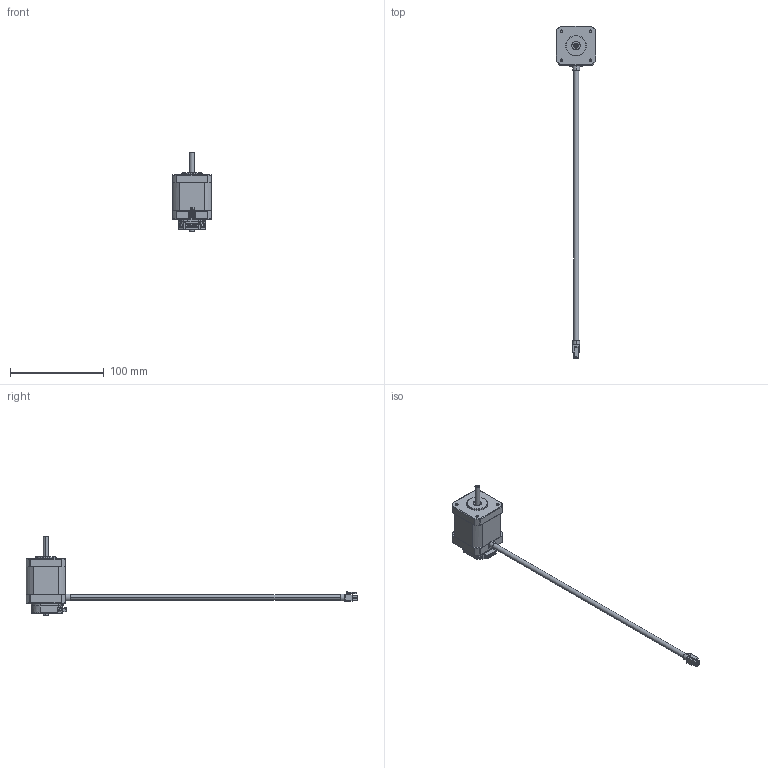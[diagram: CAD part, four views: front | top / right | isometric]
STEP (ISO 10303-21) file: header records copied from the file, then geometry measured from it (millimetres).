
FILE_DESCRIPTION (( 'STEP AP214' ), '1' );
FILE_NAME ('STP-MTR-17048E.STEP', '2018-08-15T17:44:55', ( '' ), ( '' ), 'SwSTEP 2.0', 'SolidWorks 2017', '' );
FILE_SCHEMA (( 'AUTOMOTIVE_DESIGN' ));
Length unit declared in the file: inch
Products named in the file (1): STP-MTR-17048E
Bounding box: 42.16 x 354.99 x 84.58 mm (x, y, z)
Volume: 95135.1 mm3; surface area: 29506.5 mm2
Topology: 15 solids, 15 shells, 1642 faces, 4572 edges, 3000 vertices
Faces by surface type: plane 967, cylinder 388, cone 189, bspline 66, torus 16, sphere 16
Entity records: 78173 total; most frequent: CARTESIAN_POINT 14787, ORIENTED_EDGE 9120, DIRECTION 8291, EDGE_CURVE 4560, VERTEX_POINT 3000, LINE 2769, VECTOR 2769, AXIS2_PLACEMENT_3D 2761
